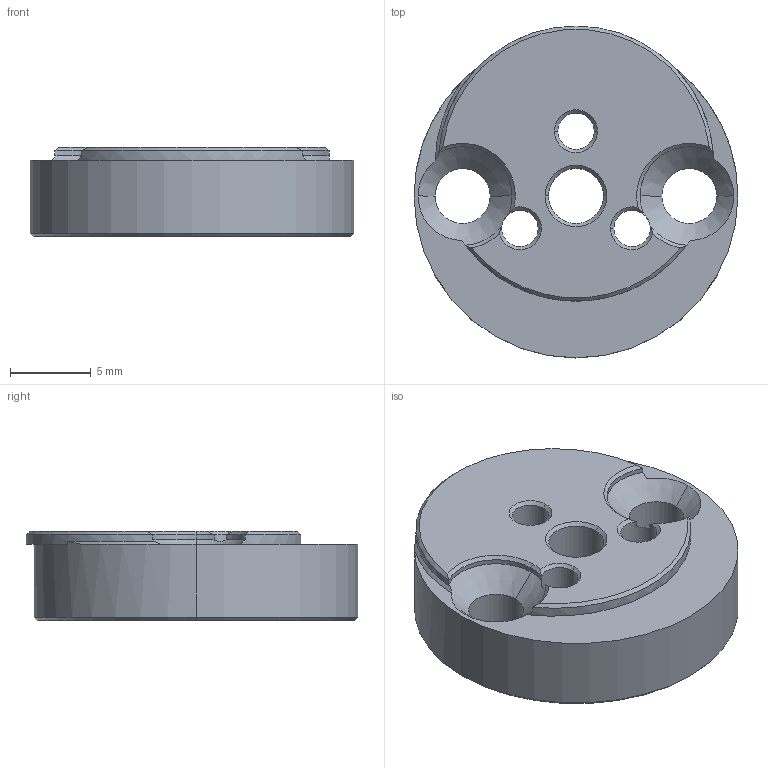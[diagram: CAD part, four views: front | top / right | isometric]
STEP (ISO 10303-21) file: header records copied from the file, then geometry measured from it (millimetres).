
FILE_DESCRIPTION (( 'STEP AP214' ), '1' );
FILE_NAME ('cycloid_shaft_p1.STEP', '2025-05-27T14:01:27', ( '' ), ( '' ), 'SwSTEP 2.0', 'SolidWorks 2025', '' );
FILE_SCHEMA (( 'AUTOMOTIVE_DESIGN' ));
Length unit declared in the file: millimetre
Products named in the file (1): cycloid_shaft_p1_default
Bounding box: 20 x 20.5 x 5.5 mm (x, y, z)
Volume: 1406.6 mm3; surface area: 1139.7 mm2
Topology: 1 solids, 1 shells, 61 faces, 152 edges, 89 vertices
Faces by surface type: cone 36, cylinder 21, plane 4
Entity records: 1882 total; most frequent: CARTESIAN_POINT 361, DIRECTION 341, ORIENTED_EDGE 304, EDGE_CURVE 152, AXIS2_PLACEMENT_3D 145, VERTEX_POINT 89, CIRCLE 83, EDGE_LOOP 69
